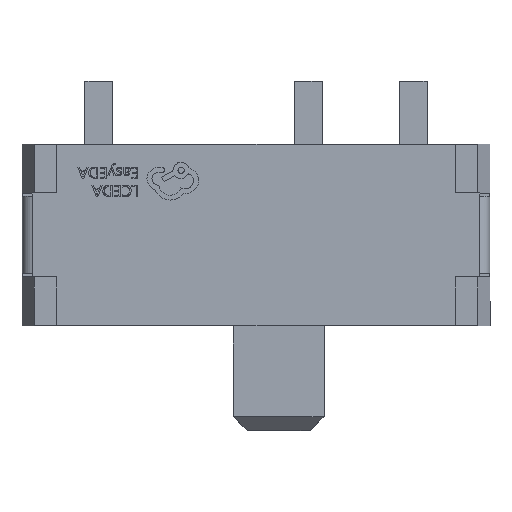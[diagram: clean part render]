
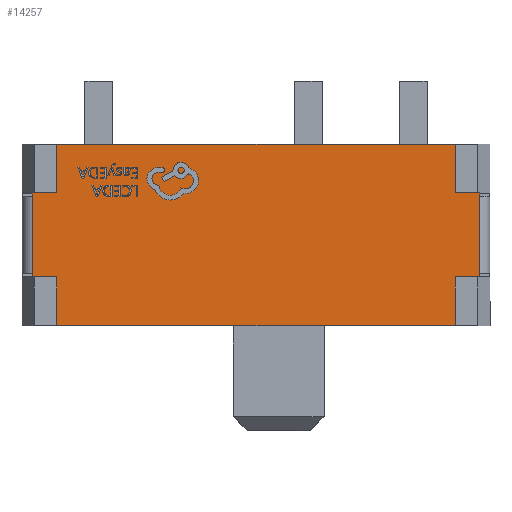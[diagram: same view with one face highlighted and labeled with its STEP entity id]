
A CAD part, top view. The second image highlights one B-rep face of the part: STEP entity #14257.
In plain terms, the highlighted planar face has unit normal (0, 0, 1).
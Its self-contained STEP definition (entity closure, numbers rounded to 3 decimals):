
#22 = VECTOR ( 'NONE', #12997, 1000. ) ;
#119 = EDGE_CURVE ( 'NONE', #8073, #5684, #12799, .T. ) ;
#195 = DIRECTION ( 'NONE',  ( 1., 0., 0. ) ) ;
#381 = LINE ( 'NONE', #20995, #15826 ) ;
#580 = DIRECTION ( 'NONE',  ( 0., -1., 0. ) ) ;
#641 = EDGE_CURVE ( 'NONE', #17489, #16859, #6854, .T. ) ;
#752 = CARTESIAN_POINT ( 'NONE',  ( 3.2, 0.6, 0. ) ) ;
#1326 = ORIENTED_EDGE ( 'NONE', *, *, #2170, .T. ) ;
#1514 = LINE ( 'NONE', #3208, #3242 ) ;
#1619 = DIRECTION ( 'NONE',  ( 0., 0., 1. ) ) ;
#1684 = CARTESIAN_POINT ( 'NONE',  ( 2.85, 1.3, 0. ) ) ;
#2170 = EDGE_CURVE ( 'NONE', #17592, #19473, #5017, .T. ) ;
#2450 = CARTESIAN_POINT ( 'NONE',  ( -2.85, 1.3, 0. ) ) ;
#3110 = VECTOR ( 'NONE', #11174, 1000. ) ;
#3205 = ORIENTED_EDGE ( 'NONE', *, *, #641, .T. ) ;
#3208 = CARTESIAN_POINT ( 'NONE',  ( -2.85, 0.6, 0. ) ) ;
#3242 = VECTOR ( 'NONE', #6371, 1000. ) ;
#3291 = VERTEX_POINT ( 'NONE', #7982 ) ;
#3522 = CARTESIAN_POINT ( 'NONE',  ( 2.85, -1.3, 0. ) ) ;
#3719 = VECTOR ( 'NONE', #4619, 1000. ) ;
#4072 = FACE_OUTER_BOUND ( 'NONE', #5264, .T. ) ;
#4613 = DIRECTION ( 'NONE',  ( -1., 0., 0. ) ) ;
#4619 = DIRECTION ( 'NONE',  ( -1., 0., 0. ) ) ;
#4691 = EDGE_CURVE ( 'NONE', #19473, #3291, #19431, .T. ) ;
#4724 = CARTESIAN_POINT ( 'NONE',  ( 2.85, 1.3, 0. ) ) ;
#4769 = DIRECTION ( 'NONE',  ( 0., -1., 0. ) ) ;
#4882 = DIRECTION ( 'NONE',  ( 0., 1., 0. ) ) ;
#5017 = LINE ( 'NONE', #9471, #22 ) ;
#5263 = AXIS2_PLACEMENT_3D ( 'NONE', #14471, #1619, #9558 ) ;
#5264 = EDGE_LOOP ( 'NONE', ( #19148, #17756, #12059, #8240, #14463, #8849, #1326, #6393, #8526, #3205, #6593, #7472 ) ) ;
#5449 = VECTOR ( 'NONE', #580, 1000. ) ;
#5487 = CARTESIAN_POINT ( 'NONE',  ( -3.2, 0.6, 0. ) ) ;
#5643 = CARTESIAN_POINT ( 'NONE',  ( -2.85, -1.3, 0. ) ) ;
#5684 = VERTEX_POINT ( 'NONE', #1684 ) ;
#6032 = VECTOR ( 'NONE', #11776, 1000. ) ;
#6319 = VECTOR ( 'NONE', #4613, 1000. ) ;
#6371 = DIRECTION ( 'NONE',  ( -1., 0., 0. ) ) ;
#6393 = ORIENTED_EDGE ( 'NONE', *, *, #4691, .T. ) ;
#6593 = ORIENTED_EDGE ( 'NONE', *, *, #15287, .T. ) ;
#6854 = LINE ( 'NONE', #13489, #17048 ) ;
#6965 = LINE ( 'NONE', #11341, #6032 ) ;
#7283 = DIRECTION ( 'NONE',  ( 0., 1., 0. ) ) ;
#7472 = ORIENTED_EDGE ( 'NONE', *, *, #119, .T. ) ;
#7982 = CARTESIAN_POINT ( 'NONE',  ( 2.85, -0.6, 0. ) ) ;
#8073 = VERTEX_POINT ( 'NONE', #17646 ) ;
#8196 = CARTESIAN_POINT ( 'NONE',  ( -2.85, 0.6, 0. ) ) ;
#8240 = ORIENTED_EDGE ( 'NONE', *, *, #13062, .T. ) ;
#8311 = VECTOR ( 'NONE', #4769, 1000. ) ;
#8526 = ORIENTED_EDGE ( 'NONE', *, *, #9047, .T. ) ;
#8620 = LINE ( 'NONE', #13245, #5449 ) ;
#8756 = CARTESIAN_POINT ( 'NONE',  ( -3.2, -0.6, 0. ) ) ;
#8849 = ORIENTED_EDGE ( 'NONE', *, *, #15008, .T. ) ;
#9047 = EDGE_CURVE ( 'NONE', #3291, #17489, #6965, .T. ) ;
#9228 = CARTESIAN_POINT ( 'NONE',  ( -2.85, 1.3, 0. ) ) ;
#9271 = VERTEX_POINT ( 'NONE', #5487 ) ;
#9444 = EDGE_CURVE ( 'NONE', #5684, #9894, #14312, .T. ) ;
#9471 = CARTESIAN_POINT ( 'NONE',  ( -2.85, -1.3, 0. ) ) ;
#9558 = DIRECTION ( 'NONE',  ( 1., 0., 0. ) ) ;
#9894 = VERTEX_POINT ( 'NONE', #2450 ) ;
#10165 = CARTESIAN_POINT ( 'NONE',  ( 3.2, -0.6, 0. ) ) ;
#10187 = VERTEX_POINT ( 'NONE', #8196 ) ;
#11174 = DIRECTION ( 'NONE',  ( 0., 1., 0. ) ) ;
#11341 = CARTESIAN_POINT ( 'NONE',  ( 2.85, -0.6, 0. ) ) ;
#11776 = DIRECTION ( 'NONE',  ( 1., 0., 0. ) ) ;
#12059 = ORIENTED_EDGE ( 'NONE', *, *, #14280, .T. ) ;
#12799 = LINE ( 'NONE', #19266, #3110 ) ;
#12997 = DIRECTION ( 'NONE',  ( 1., 0., 0. ) ) ;
#13062 = EDGE_CURVE ( 'NONE', #9271, #14792, #8620, .T. ) ;
#13128 = CARTESIAN_POINT ( 'NONE',  ( 2.85, -1.3, 0. ) ) ;
#13245 = CARTESIAN_POINT ( 'NONE',  ( -3.2, 0.6, 0. ) ) ;
#13489 = CARTESIAN_POINT ( 'NONE',  ( 3.2, -0.6, 0. ) ) ;
#14088 = VECTOR ( 'NONE', #195, 1000. ) ;
#14257 = ADVANCED_FACE ( 'NONE', ( #4072 ), #17124, .T. ) ;
#14280 = EDGE_CURVE ( 'NONE', #10187, #9271, #1514, .T. ) ;
#14303 = LINE ( 'NONE', #20760, #6319 ) ;
#14312 = LINE ( 'NONE', #4724, #3719 ) ;
#14463 = ORIENTED_EDGE ( 'NONE', *, *, #16039, .T. ) ;
#14471 = CARTESIAN_POINT ( 'NONE',  ( 0., 0., 0. ) ) ;
#14534 = EDGE_CURVE ( 'NONE', #9894, #10187, #19316, .T. ) ;
#14792 = VERTEX_POINT ( 'NONE', #8756 ) ;
#14849 = CARTESIAN_POINT ( 'NONE',  ( -3.2, -0.6, 0. ) ) ;
#15008 = EDGE_CURVE ( 'NONE', #20223, #17592, #381, .T. ) ;
#15287 = EDGE_CURVE ( 'NONE', #16859, #8073, #14303, .T. ) ;
#15826 = VECTOR ( 'NONE', #19611, 1000. ) ;
#16039 = EDGE_CURVE ( 'NONE', #14792, #20223, #16228, .T. ) ;
#16202 = CARTESIAN_POINT ( 'NONE',  ( -2.85, -0.6, 0. ) ) ;
#16228 = LINE ( 'NONE', #14849, #14088 ) ;
#16859 = VERTEX_POINT ( 'NONE', #752 ) ;
#17048 = VECTOR ( 'NONE', #7283, 1000. ) ;
#17124 = PLANE ( 'NONE',  #5263 ) ;
#17489 = VERTEX_POINT ( 'NONE', #10165 ) ;
#17592 = VERTEX_POINT ( 'NONE', #5643 ) ;
#17646 = CARTESIAN_POINT ( 'NONE',  ( 2.85, 0.6, 0. ) ) ;
#17756 = ORIENTED_EDGE ( 'NONE', *, *, #14534, .T. ) ;
#19148 = ORIENTED_EDGE ( 'NONE', *, *, #9444, .T. ) ;
#19266 = CARTESIAN_POINT ( 'NONE',  ( 2.85, 0.6, 0. ) ) ;
#19316 = LINE ( 'NONE', #9228, #8311 ) ;
#19431 = LINE ( 'NONE', #3522, #19948 ) ;
#19473 = VERTEX_POINT ( 'NONE', #13128 ) ;
#19611 = DIRECTION ( 'NONE',  ( 0., -1., 0. ) ) ;
#19948 = VECTOR ( 'NONE', #4882, 1000. ) ;
#20223 = VERTEX_POINT ( 'NONE', #16202 ) ;
#20760 = CARTESIAN_POINT ( 'NONE',  ( 3.2, 0.6, 0. ) ) ;
#20995 = CARTESIAN_POINT ( 'NONE',  ( -2.85, -0.6, 0. ) ) ;
